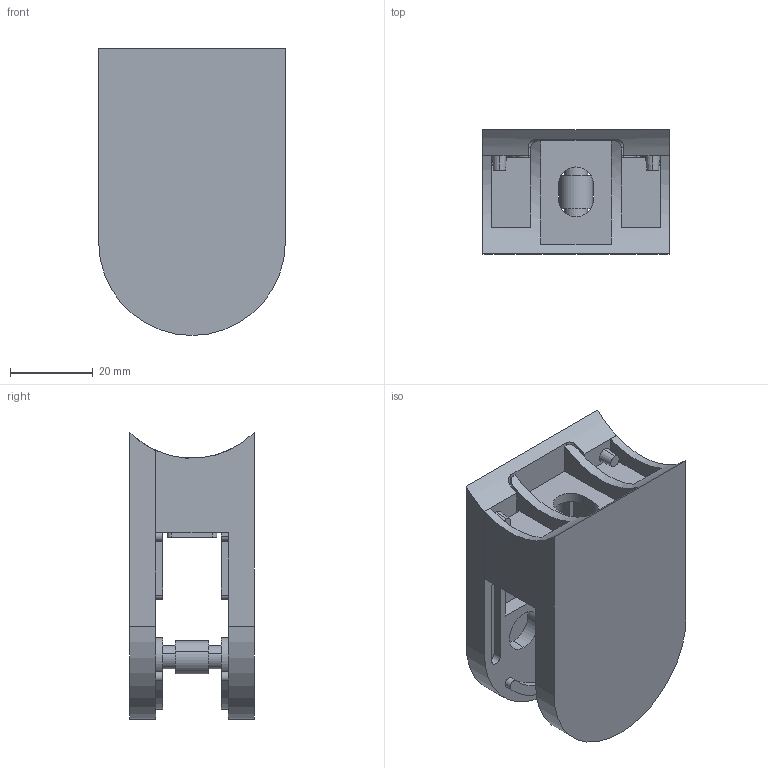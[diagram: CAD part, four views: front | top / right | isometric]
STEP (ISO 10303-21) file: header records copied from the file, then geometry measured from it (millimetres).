
FILE_DESCRIPTION (( 'STEP AP203' ), '1' );
FILE_NAME ('A_2500-042.STEP', '2019-02-14T12:27:51', ( '' ), ( '' ), 'SwSTEP 2.0', 'SolidWorks 2013', '' );
FILE_SCHEMA (( 'CONFIG_CONTROL_DESIGN' ));
Length unit declared in the file: millimetre
Products named in the file (5): A_2500-042.P1; A_2500-042.P3; A_2500-042.P2; A_2500-042; Skrutka DIN 7991_Skrutka M 6x 16
Assembly tree (5 placements, depth 2):
  A_2500-042
    A_2500-042.P2
    A_2500-042.P1
    A_2500-042.P3
    Skrutka DIN 7991_Skrutka M 6x 16  x2
Bounding box: 45 x 30 x 69.22 mm (x, y, z)
Volume: 36991.4 mm3; surface area: 23761.2 mm2
Topology: 8 solids, 8 shells, 281 faces, 679 edges, 436 vertices
Faces by surface type: plane 138, cylinder 107, cone 32, torus 4
Entity records: 8344 total; most frequent: DIRECTION 1413, CARTESIAN_POINT 1387, ORIENTED_EDGE 1278, EDGE_CURVE 639, AXIS2_PLACEMENT_3D 508, VERTEX_POINT 414, LINE 397, VECTOR 397
